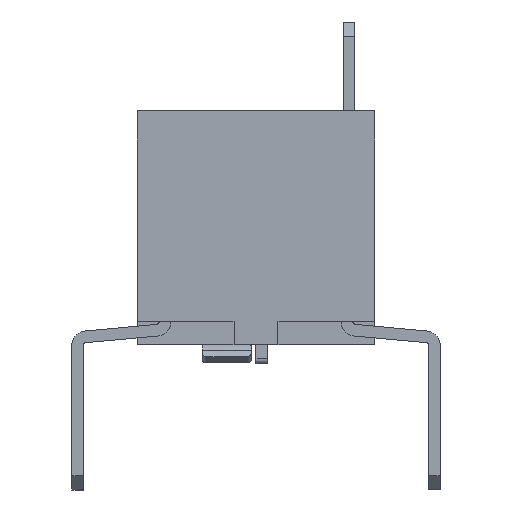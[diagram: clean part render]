
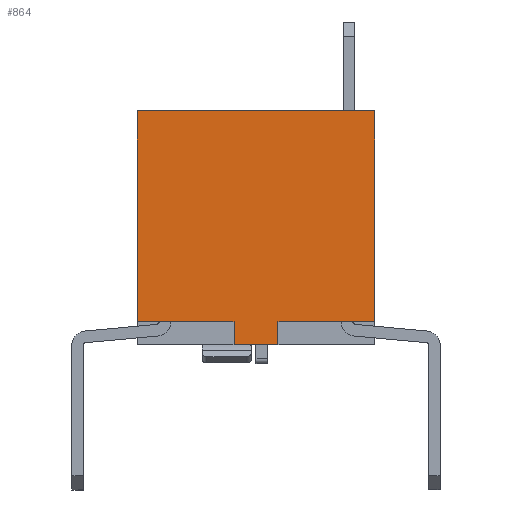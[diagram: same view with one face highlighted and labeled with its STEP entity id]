
A CAD part, left-side view. The second image highlights one B-rep face of the part: STEP entity #864.
In plain terms, the highlighted planar face has unit normal (-1, 0, 0).
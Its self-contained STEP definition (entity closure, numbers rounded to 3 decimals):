
#864 = ADVANCED_FACE( '', ( #2134 ), #2135, .F. );
#2134 = FACE_OUTER_BOUND( '', #3858, .T. );
#2135 = PLANE( '', #3859 );
#3858 = EDGE_LOOP( '', ( #6454, #6455, #6456, #6457, #6458, #6459, #6460, #6461 ) );
#3859 = AXIS2_PLACEMENT_3D( '', #6462, #6463, #6464 );
#6454 = ORIENTED_EDGE( '', *, *, #10888, .F. );
#6455 = ORIENTED_EDGE( '', *, *, #10889, .T. );
#6456 = ORIENTED_EDGE( '', *, *, #10890, .T. );
#6457 = ORIENTED_EDGE( '', *, *, #10891, .F. );
#6458 = ORIENTED_EDGE( '', *, *, #10892, .F. );
#6459 = ORIENTED_EDGE( '', *, *, #10893, .F. );
#6460 = ORIENTED_EDGE( '', *, *, #10894, .T. );
#6461 = ORIENTED_EDGE( '', *, *, #10895, .T. );
#6462 = CARTESIAN_POINT( '', ( -20.62, 0., 0. ) );
#6463 = DIRECTION( '', ( 1., 0., 0. ) );
#6464 = DIRECTION( '', ( 0., 0., -1. ) );
#10888 = EDGE_CURVE( '', #13390, #13391, #13392, .T. );
#10889 = EDGE_CURVE( '', #13390, #13393, #13394, .T. );
#10890 = EDGE_CURVE( '', #13393, #13395, #13396, .T. );
#10891 = EDGE_CURVE( '', #13397, #13395, #13398, .T. );
#10892 = EDGE_CURVE( '', #13399, #13397, #13400, .T. );
#10893 = EDGE_CURVE( '', #13401, #13399, #13402, .T. );
#10894 = EDGE_CURVE( '', #13401, #13403, #13404, .T. );
#10895 = EDGE_CURVE( '', #13403, #13391, #13405, .T. );
#13390 = VERTEX_POINT( '', #16860 );
#13391 = VERTEX_POINT( '', #16861 );
#13392 = LINE( '', #16862, #16863 );
#13393 = VERTEX_POINT( '', #16864 );
#13394 = LINE( '', #16865, #16866 );
#13395 = VERTEX_POINT( '', #16867 );
#13396 = LINE( '', #16868, #16869 );
#13397 = VERTEX_POINT( '', #16870 );
#13398 = LINE( '', #16871, #16872 );
#13399 = VERTEX_POINT( '', #16873 );
#13400 = LINE( '', #16874, #16875 );
#13401 = VERTEX_POINT( '', #16876 );
#13402 = LINE( '', #16877, #16878 );
#13403 = VERTEX_POINT( '', #16879 );
#13404 = LINE( '', #16880, #16881 );
#13405 = LINE( '', #16882, #16883 );
#16860 = CARTESIAN_POINT( '', ( -20.62, -0.47, -2.5 ) );
#16861 = CARTESIAN_POINT( '', ( -20.62, 0.47, -2.5 ) );
#16862 = CARTESIAN_POINT( '', ( -20.62, -2.54, -2.5 ) );
#16863 = VECTOR( '', #19850, 1000. );
#16864 = CARTESIAN_POINT( '', ( -20.62, -0.47, -2. ) );
#16865 = CARTESIAN_POINT( '', ( -20.62, -0.47, 0. ) );
#16866 = VECTOR( '', #19851, 1000. );
#16867 = CARTESIAN_POINT( '', ( -20.62, -2.54, -2. ) );
#16868 = CARTESIAN_POINT( '', ( -20.62, 0., -2. ) );
#16869 = VECTOR( '', #19852, 1000. );
#16870 = CARTESIAN_POINT( '', ( -20.62, -2.54, 2.5 ) );
#16871 = CARTESIAN_POINT( '', ( -20.62, -2.54, 2.5 ) );
#16872 = VECTOR( '', #19853, 1000. );
#16873 = CARTESIAN_POINT( '', ( -20.62, 2.54, 2.5 ) );
#16874 = CARTESIAN_POINT( '', ( -20.62, 2.54, 2.5 ) );
#16875 = VECTOR( '', #19854, 1000. );
#16876 = CARTESIAN_POINT( '', ( -20.62, 2.54, -2. ) );
#16877 = CARTESIAN_POINT( '', ( -20.62, 2.54, -2.5 ) );
#16878 = VECTOR( '', #19855, 1000. );
#16879 = CARTESIAN_POINT( '', ( -20.62, 0.47, -2. ) );
#16880 = CARTESIAN_POINT( '', ( -20.62, 0., -2. ) );
#16881 = VECTOR( '', #19856, 1000. );
#16882 = CARTESIAN_POINT( '', ( -20.62, 0.47, 0. ) );
#16883 = VECTOR( '', #19857, 1000. );
#19850 = DIRECTION( '', ( 0., 1., 0. ) );
#19851 = DIRECTION( '', ( 0., 0., 1. ) );
#19852 = DIRECTION( '', ( 0., -1., 0. ) );
#19853 = DIRECTION( '', ( 0., 0., -1. ) );
#19854 = DIRECTION( '', ( 0., -1., 0. ) );
#19855 = DIRECTION( '', ( 0., 0., 1. ) );
#19856 = DIRECTION( '', ( 0., -1., 0. ) );
#19857 = DIRECTION( '', ( 0., 0., -1. ) );
